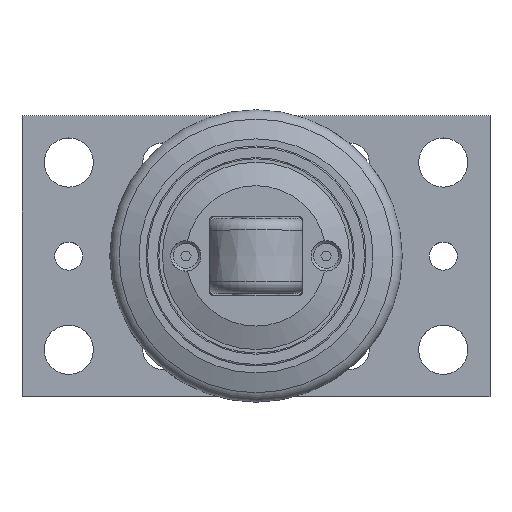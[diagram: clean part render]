
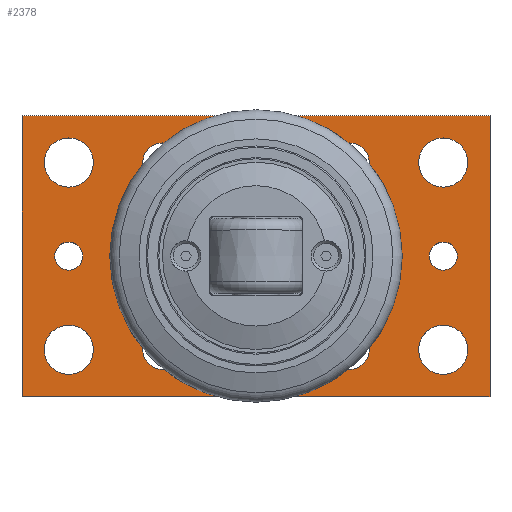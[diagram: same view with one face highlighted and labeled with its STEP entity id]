
A CAD part, top view. The second image highlights one B-rep face of the part: STEP entity #2378.
In plain terms, the highlighted planar face has unit normal (0, 0, 1).
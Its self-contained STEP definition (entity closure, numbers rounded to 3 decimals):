
#93=FACE_BOUND('',#475,.T.);
#94=FACE_BOUND('',#476,.T.);
#95=FACE_BOUND('',#477,.T.);
#96=FACE_BOUND('',#478,.T.);
#97=FACE_BOUND('',#479,.T.);
#98=FACE_BOUND('',#480,.T.);
#99=FACE_BOUND('',#481,.T.);
#100=FACE_BOUND('',#482,.T.);
#101=FACE_BOUND('',#483,.T.);
#102=FACE_BOUND('',#484,.T.);
#103=FACE_BOUND('',#485,.T.);
#174=PLANE('',#2707);
#312=FACE_OUTER_BOUND('',#474,.T.);
#474=EDGE_LOOP('',(#2171,#2172,#2173,#2174));
#475=EDGE_LOOP('',(#2175));
#476=EDGE_LOOP('',(#2176,#2177));
#477=EDGE_LOOP('',(#2178,#2179));
#478=EDGE_LOOP('',(#2180,#2181));
#479=EDGE_LOOP('',(#2182,#2183));
#480=EDGE_LOOP('',(#2184));
#481=EDGE_LOOP('',(#2185));
#482=EDGE_LOOP('',(#2186));
#483=EDGE_LOOP('',(#2187));
#484=EDGE_LOOP('',(#2188));
#485=EDGE_LOOP('',(#2189));
#606=LINE('',#4817,#726);
#610=LINE('',#4825,#730);
#613=LINE('',#4831,#733);
#616=LINE('',#4836,#736);
#726=VECTOR('',#3426,10.);
#730=VECTOR('',#3432,10.);
#733=VECTOR('',#3437,10.);
#736=VECTOR('',#3442,10.);
#900=CIRCLE('',#2665,20.5);
#903=CIRCLE('',#2670,4.188);
#904=CIRCLE('',#2671,4.188);
#906=CIRCLE('',#2674,4.188);
#907=CIRCLE('',#2675,4.188);
#909=CIRCLE('',#2678,4.188);
#910=CIRCLE('',#2679,4.188);
#912=CIRCLE('',#2682,4.188);
#913=CIRCLE('',#2683,4.188);
#915=CIRCLE('',#2686,5.25);
#917=CIRCLE('',#2689,5.25);
#919=CIRCLE('',#2692,5.25);
#921=CIRCLE('',#2695,5.25);
#923=CIRCLE('',#2698,3.);
#925=CIRCLE('',#2701,3.);
#1136=VERTEX_POINT('',#4738);
#1139=VERTEX_POINT('',#4747);
#1140=VERTEX_POINT('',#4748);
#1142=VERTEX_POINT('',#4755);
#1143=VERTEX_POINT('',#4756);
#1145=VERTEX_POINT('',#4763);
#1146=VERTEX_POINT('',#4764);
#1148=VERTEX_POINT('',#4771);
#1149=VERTEX_POINT('',#4772);
#1151=VERTEX_POINT('',#4779);
#1153=VERTEX_POINT('',#4785);
#1155=VERTEX_POINT('',#4791);
#1157=VERTEX_POINT('',#4797);
#1159=VERTEX_POINT('',#4803);
#1161=VERTEX_POINT('',#4809);
#1163=VERTEX_POINT('',#4815);
#1164=VERTEX_POINT('',#4816);
#1167=VERTEX_POINT('',#4824);
#1169=VERTEX_POINT('',#4830);
#1467=EDGE_CURVE('',#1136,#1136,#900,.T.);
#1470=EDGE_CURVE('',#1139,#1140,#903,.T.);
#1471=EDGE_CURVE('',#1140,#1139,#904,.T.);
#1474=EDGE_CURVE('',#1142,#1143,#906,.T.);
#1475=EDGE_CURVE('',#1143,#1142,#907,.T.);
#1478=EDGE_CURVE('',#1145,#1146,#909,.T.);
#1479=EDGE_CURVE('',#1146,#1145,#910,.T.);
#1482=EDGE_CURVE('',#1148,#1149,#912,.T.);
#1483=EDGE_CURVE('',#1149,#1148,#913,.T.);
#1486=EDGE_CURVE('',#1151,#1151,#915,.T.);
#1489=EDGE_CURVE('',#1153,#1153,#917,.T.);
#1492=EDGE_CURVE('',#1155,#1155,#919,.T.);
#1495=EDGE_CURVE('',#1157,#1157,#921,.T.);
#1498=EDGE_CURVE('',#1159,#1159,#923,.T.);
#1501=EDGE_CURVE('',#1161,#1161,#925,.T.);
#1504=EDGE_CURVE('',#1163,#1164,#606,.T.);
#1508=EDGE_CURVE('',#1164,#1167,#610,.T.);
#1511=EDGE_CURVE('',#1167,#1169,#613,.T.);
#1514=EDGE_CURVE('',#1169,#1163,#616,.T.);
#2171=ORIENTED_EDGE('',*,*,#1504,.F.);
#2172=ORIENTED_EDGE('',*,*,#1514,.F.);
#2173=ORIENTED_EDGE('',*,*,#1511,.F.);
#2174=ORIENTED_EDGE('',*,*,#1508,.F.);
#2175=ORIENTED_EDGE('',*,*,#1467,.T.);
#2176=ORIENTED_EDGE('',*,*,#1470,.T.);
#2177=ORIENTED_EDGE('',*,*,#1471,.T.);
#2178=ORIENTED_EDGE('',*,*,#1474,.T.);
#2179=ORIENTED_EDGE('',*,*,#1475,.T.);
#2180=ORIENTED_EDGE('',*,*,#1478,.T.);
#2181=ORIENTED_EDGE('',*,*,#1479,.T.);
#2182=ORIENTED_EDGE('',*,*,#1482,.T.);
#2183=ORIENTED_EDGE('',*,*,#1483,.T.);
#2184=ORIENTED_EDGE('',*,*,#1486,.T.);
#2185=ORIENTED_EDGE('',*,*,#1489,.T.);
#2186=ORIENTED_EDGE('',*,*,#1492,.T.);
#2187=ORIENTED_EDGE('',*,*,#1495,.T.);
#2188=ORIENTED_EDGE('',*,*,#1498,.T.);
#2189=ORIENTED_EDGE('',*,*,#1501,.T.);
#2378=ADVANCED_FACE('',(#312,#93,#94,#95,#96,#97,#98,#99,#100,#101,#102,
#103),#174,.T.);
#2665=AXIS2_PLACEMENT_3D('',#4740,#3338,#3339);
#2670=AXIS2_PLACEMENT_3D('',#4749,#3348,#3349);
#2671=AXIS2_PLACEMENT_3D('',#4750,#3350,#3351);
#2674=AXIS2_PLACEMENT_3D('',#4757,#3357,#3358);
#2675=AXIS2_PLACEMENT_3D('',#4758,#3359,#3360);
#2678=AXIS2_PLACEMENT_3D('',#4765,#3366,#3367);
#2679=AXIS2_PLACEMENT_3D('',#4766,#3368,#3369);
#2682=AXIS2_PLACEMENT_3D('',#4773,#3375,#3376);
#2683=AXIS2_PLACEMENT_3D('',#4774,#3377,#3378);
#2686=AXIS2_PLACEMENT_3D('',#4780,#3384,#3385);
#2689=AXIS2_PLACEMENT_3D('',#4786,#3391,#3392);
#2692=AXIS2_PLACEMENT_3D('',#4792,#3398,#3399);
#2695=AXIS2_PLACEMENT_3D('',#4798,#3405,#3406);
#2698=AXIS2_PLACEMENT_3D('',#4804,#3412,#3413);
#2701=AXIS2_PLACEMENT_3D('',#4810,#3419,#3420);
#2707=AXIS2_PLACEMENT_3D('',#4838,#3444,#3445);
#3338=DIRECTION('center_axis',(0.,0.,-1.));
#3339=DIRECTION('ref_axis',(-1.,0.,0.));
#3348=DIRECTION('center_axis',(0.,0.,-1.));
#3349=DIRECTION('ref_axis',(1.,0.,0.));
#3350=DIRECTION('center_axis',(0.,0.,-1.));
#3351=DIRECTION('ref_axis',(1.,0.,0.));
#3357=DIRECTION('center_axis',(0.,0.,-1.));
#3358=DIRECTION('ref_axis',(1.,0.,0.));
#3359=DIRECTION('center_axis',(0.,0.,-1.));
#3360=DIRECTION('ref_axis',(1.,0.,0.));
#3366=DIRECTION('center_axis',(0.,0.,-1.));
#3367=DIRECTION('ref_axis',(1.,0.,0.));
#3368=DIRECTION('center_axis',(0.,0.,-1.));
#3369=DIRECTION('ref_axis',(1.,0.,0.));
#3375=DIRECTION('center_axis',(0.,0.,-1.));
#3376=DIRECTION('ref_axis',(1.,0.,0.));
#3377=DIRECTION('center_axis',(0.,0.,-1.));
#3378=DIRECTION('ref_axis',(1.,0.,0.));
#3384=DIRECTION('center_axis',(0.,0.,-1.));
#3385=DIRECTION('ref_axis',(-1.,0.,0.));
#3391=DIRECTION('center_axis',(0.,0.,-1.));
#3392=DIRECTION('ref_axis',(-1.,0.,0.));
#3398=DIRECTION('center_axis',(0.,0.,-1.));
#3399=DIRECTION('ref_axis',(-1.,0.,0.));
#3405=DIRECTION('center_axis',(0.,0.,-1.));
#3406=DIRECTION('ref_axis',(-1.,0.,0.));
#3412=DIRECTION('center_axis',(0.,0.,-1.));
#3413=DIRECTION('ref_axis',(-1.,0.,0.));
#3419=DIRECTION('center_axis',(0.,0.,-1.));
#3420=DIRECTION('ref_axis',(-1.,0.,0.));
#3426=DIRECTION('',(0.,1.,0.));
#3432=DIRECTION('',(1.,0.,0.));
#3437=DIRECTION('',(0.,-1.,0.));
#3442=DIRECTION('',(-1.,0.,0.));
#3444=DIRECTION('center_axis',(0.,0.,1.));
#3445=DIRECTION('ref_axis',(1.,0.,0.));
#4738=CARTESIAN_POINT('',(70.5,30.,10.));
#4740=CARTESIAN_POINT('Origin',(50.,30.,10.));
#4747=CARTESIAN_POINT('',(34.188,10.,10.));
#4748=CARTESIAN_POINT('',(25.812,10.,10.));
#4749=CARTESIAN_POINT('Origin',(30.,10.,10.));
#4750=CARTESIAN_POINT('Origin',(30.,10.,10.));
#4755=CARTESIAN_POINT('',(74.188,10.,10.));
#4756=CARTESIAN_POINT('',(65.812,10.,10.));
#4757=CARTESIAN_POINT('Origin',(70.,10.,10.));
#4758=CARTESIAN_POINT('Origin',(70.,10.,10.));
#4763=CARTESIAN_POINT('',(74.188,50.,10.));
#4764=CARTESIAN_POINT('',(65.812,50.,10.));
#4765=CARTESIAN_POINT('Origin',(70.,50.,10.));
#4766=CARTESIAN_POINT('Origin',(70.,50.,10.));
#4771=CARTESIAN_POINT('',(34.188,50.,10.));
#4772=CARTESIAN_POINT('',(25.812,50.,10.));
#4773=CARTESIAN_POINT('Origin',(30.,50.,10.));
#4774=CARTESIAN_POINT('Origin',(30.,50.,10.));
#4779=CARTESIAN_POINT('',(95.25,50.,10.));
#4780=CARTESIAN_POINT('Origin',(90.,50.,10.));
#4785=CARTESIAN_POINT('',(15.25,10.,10.));
#4786=CARTESIAN_POINT('Origin',(10.,10.,10.));
#4791=CARTESIAN_POINT('',(15.25,50.,10.));
#4792=CARTESIAN_POINT('Origin',(10.,50.,10.));
#4797=CARTESIAN_POINT('',(95.25,10.,10.));
#4798=CARTESIAN_POINT('Origin',(90.,10.,10.));
#4803=CARTESIAN_POINT('',(93.,30.,10.));
#4804=CARTESIAN_POINT('Origin',(90.,30.,10.));
#4809=CARTESIAN_POINT('',(13.,30.,10.));
#4810=CARTESIAN_POINT('Origin',(10.,30.,10.));
#4815=CARTESIAN_POINT('',(0.,0.,10.));
#4816=CARTESIAN_POINT('',(0.,60.,10.));
#4817=CARTESIAN_POINT('',(0.,60.,10.));
#4824=CARTESIAN_POINT('',(100.,60.,10.));
#4825=CARTESIAN_POINT('',(100.,60.,10.));
#4830=CARTESIAN_POINT('',(100.,0.,10.));
#4831=CARTESIAN_POINT('',(100.,0.,10.));
#4836=CARTESIAN_POINT('',(0.,0.,10.));
#4838=CARTESIAN_POINT('Origin',(50.,30.,10.));
